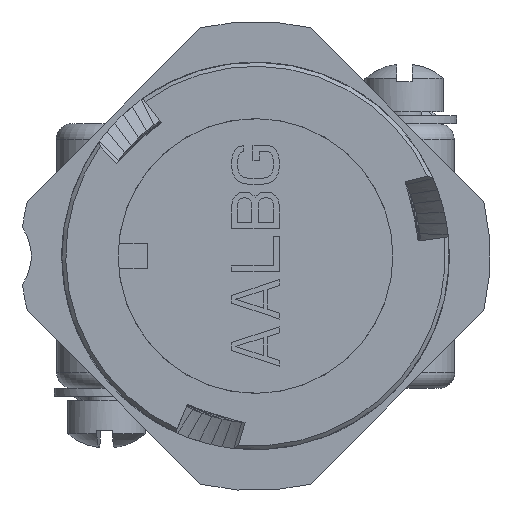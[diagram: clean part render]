
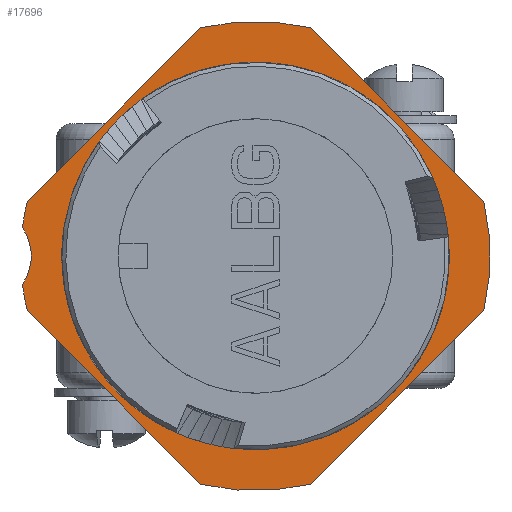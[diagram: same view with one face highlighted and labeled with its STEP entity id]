
A CAD part, left-side view. The second image highlights one B-rep face of the part: STEP entity #17696.
In plain terms, the highlighted planar face has unit normal (-1, 0, 0).
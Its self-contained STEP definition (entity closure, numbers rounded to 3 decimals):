
#994=CARTESIAN_POINT('',(14.2,0.,0.));
#995=DIRECTION('',(1.,0.,0.));
#996=DIRECTION('',(0.,1.,0.));
#997=AXIS2_PLACEMENT_3D('',#994,#995,#996);
#1961=CARTESIAN_POINT('',(14.2,0.,0.));
#1962=DIRECTION('',(-1.,0.,0.));
#1963=DIRECTION('',(0.,1.,0.));
#1964=AXIS2_PLACEMENT_3D('',#1961,#1962,#1963);
#3314=DIRECTION('',(0.,-0.707,0.707));
#3315=VECTOR('',#3314,15.585);
#3316=CARTESIAN_POINT('',(14.2,14.49,3.47));
#3317=LINE('1755',#3316,#3315);
#3318=CARTESIAN_POINT('',(14.2,0.,0.));
#3319=DIRECTION('',(-1.,0.,0.));
#3320=DIRECTION('',(0.,-0.233,0.972));
#3321=AXIS2_PLACEMENT_3D('',#3318,#3319,#3320);
#3323=DIRECTION('',(0.,-0.707,-0.707));
#3324=VECTOR('',#3323,15.585);
#3325=CARTESIAN_POINT('',(14.2,-3.47,14.49));
#3326=LINE('1757',#3325,#3324);
#3327=CARTESIAN_POINT('',(14.2,0.,0.));
#3328=DIRECTION('',(-1.,0.,0.));
#3329=DIRECTION('',(0.,-0.972,-0.233));
#3330=AXIS2_PLACEMENT_3D('',#3327,#3328,#3329);
#3332=DIRECTION('',(0.,0.707,-0.707));
#3333=VECTOR('',#3332,15.585);
#3334=CARTESIAN_POINT('',(14.2,-14.49,-3.47));
#3335=LINE('1759',#3334,#3333);
#3336=CARTESIAN_POINT('',(14.2,0.,0.));
#3337=DIRECTION('',(-1.,0.,0.));
#3338=DIRECTION('',(0.,0.233,-0.972));
#3339=AXIS2_PLACEMENT_3D('',#3336,#3337,#3338);
#3341=DIRECTION('',(0.,0.707,0.707));
#3342=VECTOR('',#3341,15.585);
#3343=CARTESIAN_POINT('',(14.2,3.47,-14.49));
#3344=LINE('1761',#3343,#3342);
#3345=CARTESIAN_POINT('',(14.2,0.,0.));
#3346=DIRECTION('',(-1.,0.,0.));
#3347=DIRECTION('',(0.,0.993,-0.12));
#3348=AXIS2_PLACEMENT_3D('',#3345,#3346,#3347);
#3350=CARTESIAN_POINT('',(14.2,17.42,0.));
#3351=DIRECTION('',(-1.,0.,0.));
#3352=DIRECTION('',(0.,-0.826,-0.563));
#3353=AXIS2_PLACEMENT_3D('',#3350,#3351,#3352);
#3355=CARTESIAN_POINT('',(14.2,0.,0.));
#3356=DIRECTION('',(-1.,0.,0.));
#3357=DIRECTION('',(0.,0.972,0.233));
#3358=AXIS2_PLACEMENT_3D('',#3355,#3356,#3357);
#8146=CARTESIAN_POINT('',(14.2,12.295,0.));
#8147=CARTESIAN_POINT('',(14.2,-12.295,0.));
#8148=VERTEX_POINT('',#8146);
#8149=VERTEX_POINT('',#8147);
#8676=CARTESIAN_POINT('',(14.2,14.49,3.47));
#8677=CARTESIAN_POINT('',(14.2,3.47,14.49));
#8678=VERTEX_POINT('',#8676);
#8679=VERTEX_POINT('',#8677);
#8680=CARTESIAN_POINT('',(14.2,-3.47,14.49));
#8681=VERTEX_POINT('',#8680);
#8682=CARTESIAN_POINT('',(14.2,-14.49,3.47));
#8683=VERTEX_POINT('',#8682);
#8684=CARTESIAN_POINT('',(14.2,-14.49,-3.47));
#8685=VERTEX_POINT('',#8684);
#8686=CARTESIAN_POINT('',(14.2,-3.47,-14.49));
#8687=VERTEX_POINT('',#8686);
#8688=CARTESIAN_POINT('',(14.2,3.47,-14.49));
#8689=VERTEX_POINT('',#8688);
#8690=CARTESIAN_POINT('',(14.2,14.49,-3.47));
#8691=VERTEX_POINT('',#8690);
#8692=CARTESIAN_POINT('',(14.2,14.792,1.791));
#8693=VERTEX_POINT('',#8692);
#8694=CARTESIAN_POINT('',(14.2,14.792,-1.791));
#8695=VERTEX_POINT('',#8694);
#17665=CARTESIAN_POINT('',(14.2,0.,0.));
#17666=DIRECTION('',(1.,0.,0.));
#17667=DIRECTION('',(0.,-1.,0.));
#17668=AXIS2_PLACEMENT_3D('',#17665,#17666,#17667);
#17669=PLANE('248',#17668);
#17671=ORIENTED_EDGE('1755',*,*,#17670,.T.);
#17673=ORIENTED_EDGE('1756',*,*,#17672,.F.);
#17675=ORIENTED_EDGE('1757',*,*,#17674,.T.);
#17677=ORIENTED_EDGE('1758',*,*,#17676,.F.);
#17679=ORIENTED_EDGE('1759',*,*,#17678,.T.);
#17681=ORIENTED_EDGE('1760',*,*,#17680,.F.);
#17683=ORIENTED_EDGE('1761',*,*,#17682,.T.);
#17685=ORIENTED_EDGE('1763',*,*,#17684,.F.);
#17687=ORIENTED_EDGE('1767',*,*,#17686,.T.);
#17689=ORIENTED_EDGE('1762',*,*,#17688,.F.);
#17690=EDGE_LOOP('248',(#17671,#17673,#17675,#17677,#17679,#17681,#17683,#17685,
#17687,#17689));
#17691=FACE_OUTER_BOUND('248',#17690,.F.);
#17692=ORIENTED_EDGE('1179',*,*,#13596,.T.);
#17693=ORIENTED_EDGE('1178',*,*,#10890,.F.);
#17694=EDGE_LOOP('248',(#17692,#17693));
#17695=FACE_BOUND('248',#17694,.F.);
#998=CIRCLE('1178',#997,12.295);
#1965=CIRCLE('1179',#1964,12.295);
#3322=CIRCLE('1756',#3321,14.9);
#3331=CIRCLE('1758',#3330,14.9);
#3340=CIRCLE('1760',#3339,14.9);
#3349=CIRCLE('1763',#3348,14.9);
#3354=CIRCLE('1767',#3353,3.18);
#3359=CIRCLE('1762',#3358,14.9);
#10890=EDGE_CURVE('1178',#8148,#8149,#998,.T.);
#13596=EDGE_CURVE('1179',#8148,#8149,#1965,.T.);
#17670=EDGE_CURVE('1755',#8678,#8679,#3317,.T.);
#17672=EDGE_CURVE('1756',#8681,#8679,#3322,.T.);
#17674=EDGE_CURVE('1757',#8681,#8683,#3326,.T.);
#17676=EDGE_CURVE('1758',#8685,#8683,#3331,.T.);
#17678=EDGE_CURVE('1759',#8685,#8687,#3335,.T.);
#17680=EDGE_CURVE('1760',#8689,#8687,#3340,.T.);
#17682=EDGE_CURVE('1761',#8689,#8691,#3344,.T.);
#17684=EDGE_CURVE('1763',#8695,#8691,#3349,.T.);
#17686=EDGE_CURVE('1767',#8695,#8693,#3354,.T.);
#17688=EDGE_CURVE('1762',#8678,#8693,#3359,.T.);
#17696=ADVANCED_FACE('248',(#17691,#17695),#17669,.F.);
